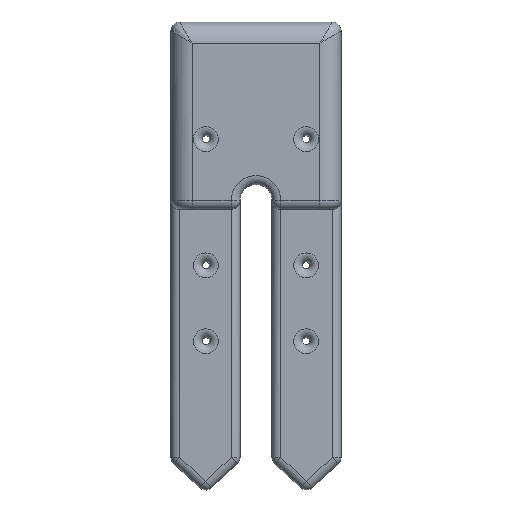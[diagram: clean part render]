
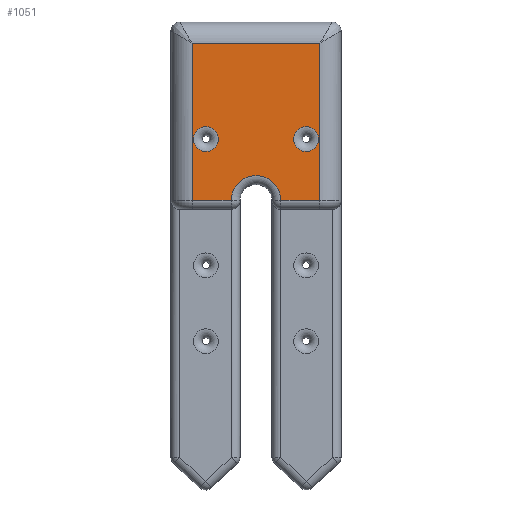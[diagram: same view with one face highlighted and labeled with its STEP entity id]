
A CAD part, top view. The second image highlights one B-rep face of the part: STEP entity #1051.
In plain terms, the highlighted planar face has unit normal (0, 0, 1).
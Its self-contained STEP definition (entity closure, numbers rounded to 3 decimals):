
#171 = CYLINDRICAL_SURFACE('',#172,3.4);
#172 = AXIS2_PLACEMENT_3D('',#173,#174,#175);
#173 = CARTESIAN_POINT('',(10.165,27.05,7.96));
#174 = DIRECTION('',(0.,-1.,0.));
#175 = DIRECTION('',(1.,0.,0.));
#928 = EDGE_CURVE('',#929,#931,#933,.T.);
#929 = VERTEX_POINT('',#930);
#930 = CARTESIAN_POINT('',(3.95,0.,11.36));
#931 = VERTEX_POINT('',#932);
#932 = CARTESIAN_POINT('',(10.165,0.,11.36));
#933 = SURFACE_CURVE('',#934,(#938,#950),.PCURVE_S1.);
#934 = LINE('',#935,#936);
#935 = CARTESIAN_POINT('',(-17.5,0.,11.36));
#936 = VECTOR('',#937,1.);
#937 = DIRECTION('',(1.,0.,0.));
#938 = PCURVE('',#939,#944);
#939 = CYLINDRICAL_SURFACE('',#940,1.4);
#940 = AXIS2_PLACEMENT_3D('',#941,#942,#943);
#941 = CARTESIAN_POINT('',(-17.5,0.,9.96));
#942 = DIRECTION('',(1.,0.,0.));
#943 = DIRECTION('',(0.,1.,0.));
#944 = DEFINITIONAL_REPRESENTATION('',(#945),#949);
#945 = LINE('',#946,#947);
#946 = CARTESIAN_POINT('',(1.571,0.));
#947 = VECTOR('',#948,1.);
#948 = DIRECTION('',(0.,1.));
#949 = ( GEOMETRIC_REPRESENTATION_CONTEXT(2) 
PARAMETRIC_REPRESENTATION_CONTEXT() REPRESENTATION_CONTEXT('2D SPACE',''
  ) );
#950 = PCURVE('',#951,#956);
#951 = PLANE('',#952);
#952 = AXIS2_PLACEMENT_3D('',#953,#954,#955);
#953 = CARTESIAN_POINT('',(-12.165,27.05,11.36));
#954 = DIRECTION('',(0.,0.,1.));
#955 = DIRECTION('',(1.,0.,0.));
#956 = DEFINITIONAL_REPRESENTATION('',(#957),#961);
#957 = LINE('',#958,#959);
#958 = CARTESIAN_POINT('',(-5.335,-27.05));
#959 = VECTOR('',#960,1.);
#960 = DIRECTION('',(1.,0.));
#961 = ( GEOMETRIC_REPRESENTATION_CONTEXT(2) 
PARAMETRIC_REPRESENTATION_CONTEXT() REPRESENTATION_CONTEXT('2D SPACE',''
  ) );
#1051 = ADVANCED_FACE('',(#1052,#1189,#1220),#951,.T.);
#1052 = FACE_BOUND('',#1053,.T.);
#1053 = EDGE_LOOP('',(#1054,#1055,#1078,#1106,#1134,#1162));
#1054 = ORIENTED_EDGE('',*,*,#928,.T.);
#1055 = ORIENTED_EDGE('',*,*,#1056,.F.);
#1056 = EDGE_CURVE('',#1057,#931,#1059,.T.);
#1057 = VERTEX_POINT('',#1058);
#1058 = CARTESIAN_POINT('',(10.165,25.05,11.36));
#1059 = SURFACE_CURVE('',#1060,(#1064,#1071),.PCURVE_S1.);
#1060 = LINE('',#1061,#1062);
#1061 = CARTESIAN_POINT('',(10.165,27.05,11.36));
#1062 = VECTOR('',#1063,1.);
#1063 = DIRECTION('',(0.,-1.,0.));
#1064 = PCURVE('',#951,#1065);
#1065 = DEFINITIONAL_REPRESENTATION('',(#1066),#1070);
#1066 = LINE('',#1067,#1068);
#1067 = CARTESIAN_POINT('',(22.33,0.));
#1068 = VECTOR('',#1069,1.);
#1069 = DIRECTION('',(0.,-1.));
#1070 = ( GEOMETRIC_REPRESENTATION_CONTEXT(2) 
PARAMETRIC_REPRESENTATION_CONTEXT() REPRESENTATION_CONTEXT('2D SPACE',''
  ) );
#1071 = PCURVE('',#171,#1072);
#1072 = DEFINITIONAL_REPRESENTATION('',(#1073),#1077);
#1073 = LINE('',#1074,#1075);
#1074 = CARTESIAN_POINT('',(1.571,0.));
#1075 = VECTOR('',#1076,1.);
#1076 = DIRECTION('',(0.,1.));
#1077 = ( GEOMETRIC_REPRESENTATION_CONTEXT(2) 
PARAMETRIC_REPRESENTATION_CONTEXT() REPRESENTATION_CONTEXT('2D SPACE',''
  ) );
#1078 = ORIENTED_EDGE('',*,*,#1079,.F.);
#1079 = EDGE_CURVE('',#1080,#1057,#1082,.T.);
#1080 = VERTEX_POINT('',#1081);
#1081 = CARTESIAN_POINT('',(-10.165,25.05,11.36));
#1082 = SURFACE_CURVE('',#1083,(#1087,#1094),.PCURVE_S1.);
#1083 = LINE('',#1084,#1085);
#1084 = CARTESIAN_POINT('',(-12.165,25.05,11.36));
#1085 = VECTOR('',#1086,1.);
#1086 = DIRECTION('',(1.,0.,0.));
#1087 = PCURVE('',#951,#1088);
#1088 = DEFINITIONAL_REPRESENTATION('',(#1089),#1093);
#1089 = LINE('',#1090,#1091);
#1090 = CARTESIAN_POINT('',(0.,-2.));
#1091 = VECTOR('',#1092,1.);
#1092 = DIRECTION('',(1.,0.));
#1093 = ( GEOMETRIC_REPRESENTATION_CONTEXT(2) 
PARAMETRIC_REPRESENTATION_CONTEXT() REPRESENTATION_CONTEXT('2D SPACE',''
  ) );
#1094 = PCURVE('',#1095,#1100);
#1095 = CYLINDRICAL_SURFACE('',#1096,3.4);
#1096 = AXIS2_PLACEMENT_3D('',#1097,#1098,#1099);
#1097 = CARTESIAN_POINT('',(-12.165,25.05,7.96));
#1098 = DIRECTION('',(1.,0.,0.));
#1099 = DIRECTION('',(0.,1.,0.));
#1100 = DEFINITIONAL_REPRESENTATION('',(#1101),#1105);
#1101 = LINE('',#1102,#1103);
#1102 = CARTESIAN_POINT('',(1.571,0.));
#1103 = VECTOR('',#1104,1.);
#1104 = DIRECTION('',(0.,1.));
#1105 = ( GEOMETRIC_REPRESENTATION_CONTEXT(2) 
PARAMETRIC_REPRESENTATION_CONTEXT() REPRESENTATION_CONTEXT('2D SPACE',''
  ) );
#1106 = ORIENTED_EDGE('',*,*,#1107,.F.);
#1107 = EDGE_CURVE('',#1108,#1080,#1110,.T.);
#1108 = VERTEX_POINT('',#1109);
#1109 = CARTESIAN_POINT('',(-10.165,0.,11.36));
#1110 = SURFACE_CURVE('',#1111,(#1115,#1122),.PCURVE_S1.);
#1111 = LINE('',#1112,#1113);
#1112 = CARTESIAN_POINT('',(-10.165,0.,11.36));
#1113 = VECTOR('',#1114,1.);
#1114 = DIRECTION('',(0.,1.,0.));
#1115 = PCURVE('',#951,#1116);
#1116 = DEFINITIONAL_REPRESENTATION('',(#1117),#1121);
#1117 = LINE('',#1118,#1119);
#1118 = CARTESIAN_POINT('',(2.,-27.05));
#1119 = VECTOR('',#1120,1.);
#1120 = DIRECTION('',(0.,1.));
#1121 = ( GEOMETRIC_REPRESENTATION_CONTEXT(2) 
PARAMETRIC_REPRESENTATION_CONTEXT() REPRESENTATION_CONTEXT('2D SPACE',''
  ) );
#1122 = PCURVE('',#1123,#1128);
#1123 = CYLINDRICAL_SURFACE('',#1124,3.4);
#1124 = AXIS2_PLACEMENT_3D('',#1125,#1126,#1127);
#1125 = CARTESIAN_POINT('',(-10.165,0.,7.96));
#1126 = DIRECTION('',(0.,1.,0.));
#1127 = DIRECTION('',(-1.,0.,0.));
#1128 = DEFINITIONAL_REPRESENTATION('',(#1129),#1133);
#1129 = LINE('',#1130,#1131);
#1130 = CARTESIAN_POINT('',(1.571,0.));
#1131 = VECTOR('',#1132,1.);
#1132 = DIRECTION('',(0.,1.));
#1133 = ( GEOMETRIC_REPRESENTATION_CONTEXT(2) 
PARAMETRIC_REPRESENTATION_CONTEXT() REPRESENTATION_CONTEXT('2D SPACE',''
  ) );
#1134 = ORIENTED_EDGE('',*,*,#1135,.T.);
#1135 = EDGE_CURVE('',#1108,#1136,#1138,.T.);
#1136 = VERTEX_POINT('',#1137);
#1137 = CARTESIAN_POINT('',(-3.95,0.,11.36));
#1138 = SURFACE_CURVE('',#1139,(#1143,#1150),.PCURVE_S1.);
#1139 = LINE('',#1140,#1141);
#1140 = CARTESIAN_POINT('',(-17.5,0.,11.36));
#1141 = VECTOR('',#1142,1.);
#1142 = DIRECTION('',(1.,0.,0.));
#1143 = PCURVE('',#951,#1144);
#1144 = DEFINITIONAL_REPRESENTATION('',(#1145),#1149);
#1145 = LINE('',#1146,#1147);
#1146 = CARTESIAN_POINT('',(-5.335,-27.05));
#1147 = VECTOR('',#1148,1.);
#1148 = DIRECTION('',(1.,0.));
#1149 = ( GEOMETRIC_REPRESENTATION_CONTEXT(2) 
PARAMETRIC_REPRESENTATION_CONTEXT() REPRESENTATION_CONTEXT('2D SPACE',''
  ) );
#1150 = PCURVE('',#1151,#1156);
#1151 = CYLINDRICAL_SURFACE('',#1152,1.4);
#1152 = AXIS2_PLACEMENT_3D('',#1153,#1154,#1155);
#1153 = CARTESIAN_POINT('',(-17.5,0.,9.96));
#1154 = DIRECTION('',(1.,0.,0.));
#1155 = DIRECTION('',(0.,0.,-1.));
#1156 = DEFINITIONAL_REPRESENTATION('',(#1157),#1161);
#1157 = LINE('',#1158,#1159);
#1158 = CARTESIAN_POINT('',(-3.142,0.));
#1159 = VECTOR('',#1160,1.);
#1160 = DIRECTION('',(-0.,1.));
#1161 = ( GEOMETRIC_REPRESENTATION_CONTEXT(2) 
PARAMETRIC_REPRESENTATION_CONTEXT() REPRESENTATION_CONTEXT('2D SPACE',''
  ) );
#1162 = ORIENTED_EDGE('',*,*,#1163,.F.);
#1163 = EDGE_CURVE('',#929,#1136,#1164,.T.);
#1164 = SURFACE_CURVE('',#1165,(#1170,#1177),.PCURVE_S1.);
#1165 = CIRCLE('',#1166,3.95);
#1166 = AXIS2_PLACEMENT_3D('',#1167,#1168,#1169);
#1167 = CARTESIAN_POINT('',(0.,0.,11.36));
#1168 = DIRECTION('',(0.,0.,1.));
#1169 = DIRECTION('',(1.,0.,0.));
#1170 = PCURVE('',#951,#1171);
#1171 = DEFINITIONAL_REPRESENTATION('',(#1172),#1176);
#1172 = CIRCLE('',#1173,3.95);
#1173 = AXIS2_PLACEMENT_2D('',#1174,#1175);
#1174 = CARTESIAN_POINT('',(12.165,-27.05));
#1175 = DIRECTION('',(1.,0.));
#1176 = ( GEOMETRIC_REPRESENTATION_CONTEXT(2) 
PARAMETRIC_REPRESENTATION_CONTEXT() REPRESENTATION_CONTEXT('2D SPACE',''
  ) );
#1177 = PCURVE('',#1178,#1183);
#1178 = TOROIDAL_SURFACE('',#1179,3.95,1.4);
#1179 = AXIS2_PLACEMENT_3D('',#1180,#1181,#1182);
#1180 = CARTESIAN_POINT('',(0.,0.,9.96));
#1181 = DIRECTION('',(0.,0.,1.));
#1182 = DIRECTION('',(1.,0.,0.));
#1183 = DEFINITIONAL_REPRESENTATION('',(#1184),#1188);
#1184 = LINE('',#1185,#1186);
#1185 = CARTESIAN_POINT('',(0.,1.571));
#1186 = VECTOR('',#1187,1.);
#1187 = DIRECTION('',(1.,0.));
#1188 = ( GEOMETRIC_REPRESENTATION_CONTEXT(2) 
PARAMETRIC_REPRESENTATION_CONTEXT() REPRESENTATION_CONTEXT('2D SPACE',''
  ) );
#1189 = FACE_BOUND('',#1190,.T.);
#1190 = EDGE_LOOP('',(#1191));
#1191 = ORIENTED_EDGE('',*,*,#1192,.F.);
#1192 = EDGE_CURVE('',#1193,#1193,#1195,.T.);
#1193 = VERTEX_POINT('',#1194);
#1194 = CARTESIAN_POINT('',(-6.015,9.765,11.36));
#1195 = SURFACE_CURVE('',#1196,(#1201,#1208),.PCURVE_S1.);
#1196 = CIRCLE('',#1197,1.975);
#1197 = AXIS2_PLACEMENT_3D('',#1198,#1199,#1200);
#1198 = CARTESIAN_POINT('',(-7.99,9.765,11.36));
#1199 = DIRECTION('',(0.,0.,1.));
#1200 = DIRECTION('',(1.,0.,0.));
#1201 = PCURVE('',#951,#1202);
#1202 = DEFINITIONAL_REPRESENTATION('',(#1203),#1207);
#1203 = CIRCLE('',#1204,1.975);
#1204 = AXIS2_PLACEMENT_2D('',#1205,#1206);
#1205 = CARTESIAN_POINT('',(4.175,-17.285));
#1206 = DIRECTION('',(1.,0.));
#1207 = ( GEOMETRIC_REPRESENTATION_CONTEXT(2) 
PARAMETRIC_REPRESENTATION_CONTEXT() REPRESENTATION_CONTEXT('2D SPACE',''
  ) );
#1208 = PCURVE('',#1209,#1214);
#1209 = TOROIDAL_SURFACE('',#1210,1.975,1.4);
#1210 = AXIS2_PLACEMENT_3D('',#1211,#1212,#1213);
#1211 = CARTESIAN_POINT('',(-7.99,9.765,9.96));
#1212 = DIRECTION('',(0.,0.,1.));
#1213 = DIRECTION('',(1.,0.,0.));
#1214 = DEFINITIONAL_REPRESENTATION('',(#1215),#1219);
#1215 = LINE('',#1216,#1217);
#1216 = CARTESIAN_POINT('',(0.,1.571));
#1217 = VECTOR('',#1218,1.);
#1218 = DIRECTION('',(1.,0.));
#1219 = ( GEOMETRIC_REPRESENTATION_CONTEXT(2) 
PARAMETRIC_REPRESENTATION_CONTEXT() REPRESENTATION_CONTEXT('2D SPACE',''
  ) );
#1220 = FACE_BOUND('',#1221,.T.);
#1221 = EDGE_LOOP('',(#1222));
#1222 = ORIENTED_EDGE('',*,*,#1223,.F.);
#1223 = EDGE_CURVE('',#1224,#1224,#1226,.T.);
#1224 = VERTEX_POINT('',#1225);
#1225 = CARTESIAN_POINT('',(9.965,9.765,11.36));
#1226 = SURFACE_CURVE('',#1227,(#1232,#1239),.PCURVE_S1.);
#1227 = CIRCLE('',#1228,1.975);
#1228 = AXIS2_PLACEMENT_3D('',#1229,#1230,#1231);
#1229 = CARTESIAN_POINT('',(7.99,9.765,11.36));
#1230 = DIRECTION('',(0.,0.,1.));
#1231 = DIRECTION('',(1.,0.,0.));
#1232 = PCURVE('',#951,#1233);
#1233 = DEFINITIONAL_REPRESENTATION('',(#1234),#1238);
#1234 = CIRCLE('',#1235,1.975);
#1235 = AXIS2_PLACEMENT_2D('',#1236,#1237);
#1236 = CARTESIAN_POINT('',(20.155,-17.285));
#1237 = DIRECTION('',(1.,0.));
#1238 = ( GEOMETRIC_REPRESENTATION_CONTEXT(2) 
PARAMETRIC_REPRESENTATION_CONTEXT() REPRESENTATION_CONTEXT('2D SPACE',''
  ) );
#1239 = PCURVE('',#1240,#1245);
#1240 = TOROIDAL_SURFACE('',#1241,1.975,1.4);
#1241 = AXIS2_PLACEMENT_3D('',#1242,#1243,#1244);
#1242 = CARTESIAN_POINT('',(7.99,9.765,9.96));
#1243 = DIRECTION('',(0.,0.,1.));
#1244 = DIRECTION('',(1.,0.,0.));
#1245 = DEFINITIONAL_REPRESENTATION('',(#1246),#1250);
#1246 = LINE('',#1247,#1248);
#1247 = CARTESIAN_POINT('',(0.,1.571));
#1248 = VECTOR('',#1249,1.);
#1249 = DIRECTION('',(1.,0.));
#1250 = ( GEOMETRIC_REPRESENTATION_CONTEXT(2) 
PARAMETRIC_REPRESENTATION_CONTEXT() REPRESENTATION_CONTEXT('2D SPACE',''
  ) );
